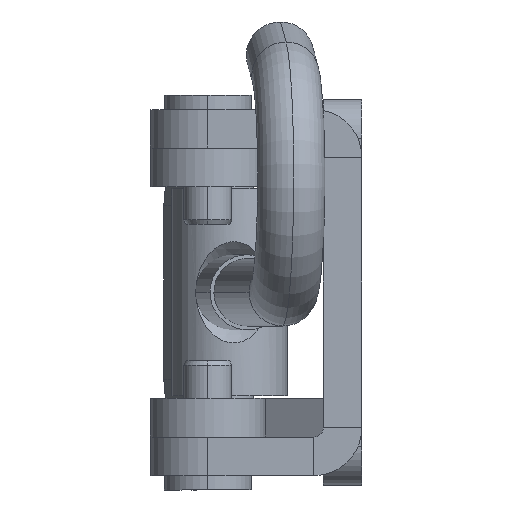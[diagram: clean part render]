
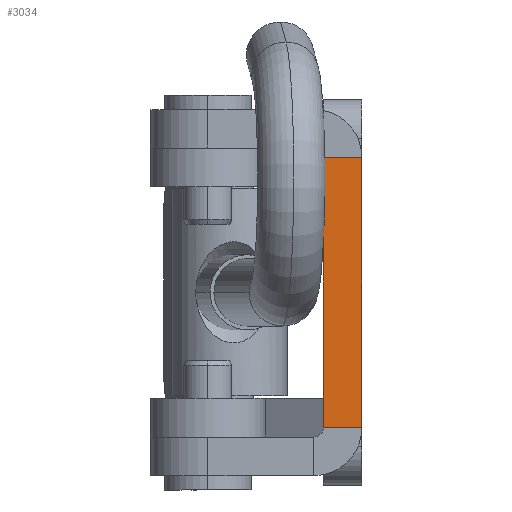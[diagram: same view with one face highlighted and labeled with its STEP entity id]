
A CAD part, left-side view. The second image highlights one B-rep face of the part: STEP entity #3034.
In plain terms, the highlighted planar face has unit normal (-1, 0, 0).
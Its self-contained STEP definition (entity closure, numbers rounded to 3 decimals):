
#19 = ORIENTED_EDGE ( 'NONE', *, *, #3827, .F. ) ;
#549 = VERTEX_POINT ( 'NONE', #3736 ) ;
#860 = EDGE_LOOP ( 'NONE', ( #3944, #19, #3418, #1334 ) ) ;
#873 = LINE ( 'NONE', #4041, #1316 ) ;
#956 = CARTESIAN_POINT ( 'NONE',  ( -23., -4., -34. ) ) ;
#959 = VERTEX_POINT ( 'NONE', #2662 ) ;
#1183 = AXIS2_PLACEMENT_3D ( 'NONE', #3381, #2434, #3120 ) ;
#1316 = VECTOR ( 'NONE', #3086, 1000. ) ;
#1334 = ORIENTED_EDGE ( 'NONE', *, *, #1826, .T. ) ;
#1452 = LINE ( 'NONE', #956, #3598 ) ;
#1460 = CARTESIAN_POINT ( 'NONE',  ( -23., 0., -34. ) ) ;
#1804 = DIRECTION ( 'NONE',  ( 0., 0., 1. ) ) ;
#1826 = EDGE_CURVE ( 'NONE', #959, #549, #2897, .T. ) ;
#1881 = DIRECTION ( 'NONE',  ( 0., 1., 0. ) ) ;
#1926 = LINE ( 'NONE', #1460, #3237 ) ;
#2005 = VERTEX_POINT ( 'NONE', #2338 ) ;
#2146 = EDGE_CURVE ( 'NONE', #3891, #549, #1926, .T. ) ;
#2311 = DIRECTION ( 'NONE',  ( 0., 1., 0. ) ) ;
#2338 = CARTESIAN_POINT ( 'NONE',  ( -23., -4., -34. ) ) ;
#2434 = DIRECTION ( 'NONE',  ( -1., 0., 0. ) ) ;
#2662 = CARTESIAN_POINT ( 'NONE',  ( -23., -4., -6. ) ) ;
#2858 = VECTOR ( 'NONE', #1881, 1000. ) ;
#2897 = LINE ( 'NONE', #2937, #2858 ) ;
#2937 = CARTESIAN_POINT ( 'NONE',  ( -23., -4., -6. ) ) ;
#3034 = ADVANCED_FACE ( 'NONE', ( #3618 ), #3450, .T. ) ;
#3086 = DIRECTION ( 'NONE',  ( 0., 0., 1. ) ) ;
#3120 = DIRECTION ( 'NONE',  ( 0., 0., 1. ) ) ;
#3237 = VECTOR ( 'NONE', #1804, 1000. ) ;
#3311 = EDGE_CURVE ( 'NONE', #2005, #959, #873, .T. ) ;
#3381 = CARTESIAN_POINT ( 'NONE',  ( -23., -4., -34. ) ) ;
#3418 = ORIENTED_EDGE ( 'NONE', *, *, #3311, .T. ) ;
#3450 = PLANE ( 'NONE',  #1183 ) ;
#3598 = VECTOR ( 'NONE', #2311, 1000. ) ;
#3618 = FACE_OUTER_BOUND ( 'NONE', #860, .T. ) ;
#3695 = CARTESIAN_POINT ( 'NONE',  ( -23., 0., -34. ) ) ;
#3736 = CARTESIAN_POINT ( 'NONE',  ( -23., 0., -6. ) ) ;
#3827 = EDGE_CURVE ( 'NONE', #2005, #3891, #1452, .T. ) ;
#3891 = VERTEX_POINT ( 'NONE', #3695 ) ;
#3944 = ORIENTED_EDGE ( 'NONE', *, *, #2146, .F. ) ;
#4041 = CARTESIAN_POINT ( 'NONE',  ( -23., -4., -34. ) ) ;
